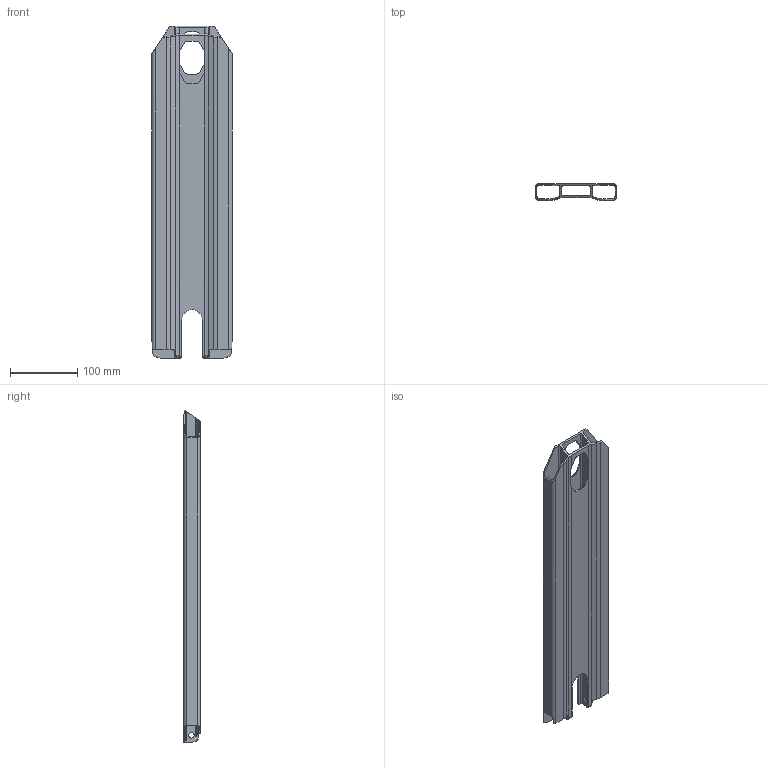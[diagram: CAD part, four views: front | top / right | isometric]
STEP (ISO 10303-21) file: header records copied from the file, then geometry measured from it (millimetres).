
FILE_DESCRIPTION(/* description */ (''),/* implementation_level */ '2;1');
FILE_NAME(/* name */ '_model1.stp',/* time_stamp */ '2020-03-19T10:37:31+08:00',/* author */ (''),/* organization */ (''),/* preprocessor_version */ 'ST-DEVELOPER v16',/* originating_system */ 'SIEMENS PLM Software NX 10.0',/* authorisation */ '');
FILE_SCHEMA (('AP203_CONFIGURATION_CONTROLLED_3D_DESIGN_OF_MECHANICAL_PARTS_AND_ASSEMBLIES_MIM_LF { 1 0 10303 403 2 1 2}'));
Length unit declared in the file: millimetre
Products named in the file (1): Admi259848569xe8
Bounding box: 120 x 25 x 495.13 mm (x, y, z)
Volume: 289961.7 mm3; surface area: 266990.1 mm2
Topology: 1 solids, 1 shells, 128 faces, 419 edges, 285 vertices
Faces by surface type: cylinder 59, plane 57, cone 4, extrusion 4, torus 2, bspline 2
Entity records: 5092 total; most frequent: CARTESIAN_POINT 1279, ORIENTED_EDGE 842, DIRECTION 726, EDGE_CURVE 421, VERTEX_POINT 287, VECTOR 246, LINE 242, AXIS2_PLACEMENT_3D 240
